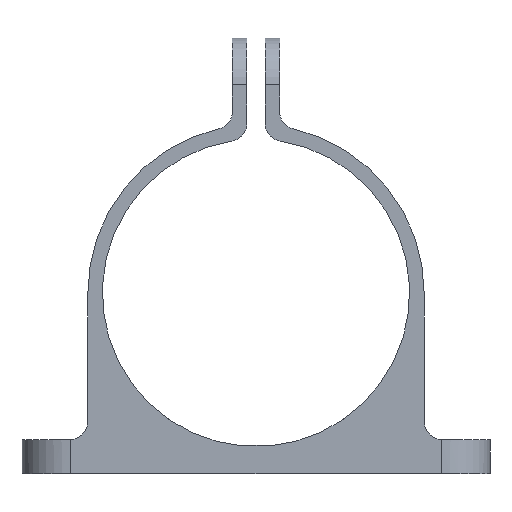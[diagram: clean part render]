
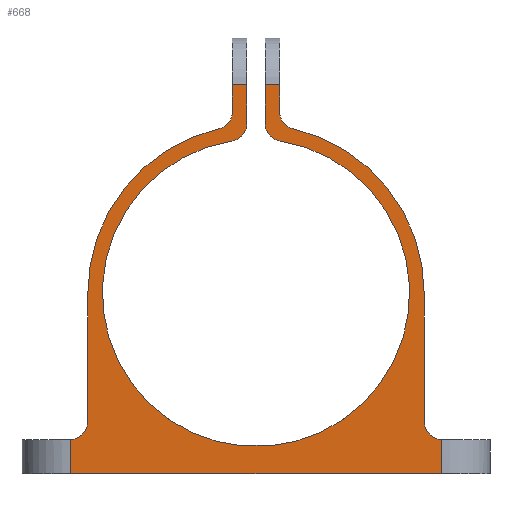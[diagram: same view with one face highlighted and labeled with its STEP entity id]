
A CAD part, front view. The second image highlights one B-rep face of the part: STEP entity #668.
In plain terms, the highlighted planar face has unit normal (0, -1, 0).
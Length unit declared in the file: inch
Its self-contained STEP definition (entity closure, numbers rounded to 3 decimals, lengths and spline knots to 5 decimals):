
#24=LINE('',#1119,#70);
#29=LINE('',#1185,#75);
#37=LINE('',#1209,#83);
#38=LINE('',#1211,#84);
#39=LINE('',#1213,#85);
#40=LINE('',#1218,#86);
#41=LINE('',#1220,#87);
#42=LINE('',#1221,#88);
#43=LINE('',#1227,#89);
#44=LINE('',#1229,#90);
#45=LINE('',#1230,#91);
#70=VECTOR('',#828,0.3937);
#75=VECTOR('',#861,0.3937);
#83=VECTOR('',#881,0.3937);
#84=VECTOR('',#882,0.3937);
#85=VECTOR('',#883,0.3937);
#86=VECTOR('',#888,0.3937);
#87=VECTOR('',#889,0.3937);
#88=VECTOR('',#890,0.3937);
#89=VECTOR('',#895,0.3937);
#90=VECTOR('',#896,0.3937);
#91=VECTOR('',#897,0.3937);
#111=PLANE('',#742);
#144=CIRCLE('',#723,0.125);
#147=CIRCLE('',#729,0.125);
#155=CIRCLE('',#741,0.125);
#156=CIRCLE('',#743,1.0625);
#157=CIRCLE('',#744,0.125);
#158=CIRCLE('',#745,0.125);
#159=CIRCLE('',#746,1.1625);
#160=CIRCLE('',#747,1.1625);
#161=CIRCLE('',#748,0.125);
#193=FACE_OUTER_BOUND('',#233,.T.);
#233=EDGE_LOOP('',(#496,#497,#498,#499,#500,#501,#502,#503,#504,#505,#506,
#507,#508,#509,#510,#511,#512,#513,#514,#515));
#287=VERTEX_POINT('',#1090);
#289=VERTEX_POINT('',#1103);
#295=VERTEX_POINT('',#1117);
#297=VERTEX_POINT('',#1137);
#298=VERTEX_POINT('',#1138);
#308=VERTEX_POINT('',#1184);
#314=VERTEX_POINT('',#1198);
#315=VERTEX_POINT('',#1200);
#316=VERTEX_POINT('',#1204);
#317=VERTEX_POINT('',#1206);
#318=VERTEX_POINT('',#1208);
#319=VERTEX_POINT('',#1210);
#320=VERTEX_POINT('',#1212);
#321=VERTEX_POINT('',#1214);
#322=VERTEX_POINT('',#1217);
#323=VERTEX_POINT('',#1219);
#324=VERTEX_POINT('',#1222);
#325=VERTEX_POINT('',#1224);
#326=VERTEX_POINT('',#1226);
#327=VERTEX_POINT('',#1228);
#358=EDGE_CURVE('',#289,#287,#144,.T.);
#365=EDGE_CURVE('',#295,#289,#24,.T.);
#369=EDGE_CURVE('',#297,#298,#147,.F.);
#382=EDGE_CURVE('',#297,#308,#29,.T.);
#390=EDGE_CURVE('',#314,#315,#155,.T.);
#392=EDGE_CURVE('',#314,#316,#156,.T.);
#393=EDGE_CURVE('',#317,#316,#157,.T.);
#394=EDGE_CURVE('',#317,#318,#37,.T.);
#395=EDGE_CURVE('',#318,#319,#38,.T.);
#396=EDGE_CURVE('',#320,#319,#39,.T.);
#397=EDGE_CURVE('',#321,#320,#158,.T.);
#398=EDGE_CURVE('',#308,#321,#159,.T.);
#399=EDGE_CURVE('',#322,#298,#40,.T.);
#400=EDGE_CURVE('',#322,#323,#41,.T.);
#401=EDGE_CURVE('',#323,#287,#42,.T.);
#402=EDGE_CURVE('',#324,#295,#160,.T.);
#403=EDGE_CURVE('',#325,#324,#161,.T.);
#404=EDGE_CURVE('',#325,#326,#43,.T.);
#405=EDGE_CURVE('',#327,#326,#44,.T.);
#406=EDGE_CURVE('',#327,#315,#45,.T.);
#496=ORIENTED_EDGE('',*,*,#390,.F.);
#497=ORIENTED_EDGE('',*,*,#392,.T.);
#498=ORIENTED_EDGE('',*,*,#393,.F.);
#499=ORIENTED_EDGE('',*,*,#394,.T.);
#500=ORIENTED_EDGE('',*,*,#395,.T.);
#501=ORIENTED_EDGE('',*,*,#396,.F.);
#502=ORIENTED_EDGE('',*,*,#397,.F.);
#503=ORIENTED_EDGE('',*,*,#398,.F.);
#504=ORIENTED_EDGE('',*,*,#382,.F.);
#505=ORIENTED_EDGE('',*,*,#369,.T.);
#506=ORIENTED_EDGE('',*,*,#399,.F.);
#507=ORIENTED_EDGE('',*,*,#400,.T.);
#508=ORIENTED_EDGE('',*,*,#401,.T.);
#509=ORIENTED_EDGE('',*,*,#358,.F.);
#510=ORIENTED_EDGE('',*,*,#365,.F.);
#511=ORIENTED_EDGE('',*,*,#402,.F.);
#512=ORIENTED_EDGE('',*,*,#403,.F.);
#513=ORIENTED_EDGE('',*,*,#404,.T.);
#514=ORIENTED_EDGE('',*,*,#405,.F.);
#515=ORIENTED_EDGE('',*,*,#406,.T.);
#668=ADVANCED_FACE('',(#193),#111,.T.);
#723=AXIS2_PLACEMENT_3D('',#1105,#818,#819);
#729=AXIS2_PLACEMENT_3D('',#1139,#837,#838);
#741=AXIS2_PLACEMENT_3D('',#1201,#872,#873);
#742=AXIS2_PLACEMENT_3D('',#1203,#875,#876);
#743=AXIS2_PLACEMENT_3D('',#1205,#877,#878);
#744=AXIS2_PLACEMENT_3D('',#1207,#879,#880);
#745=AXIS2_PLACEMENT_3D('',#1215,#884,#885);
#746=AXIS2_PLACEMENT_3D('',#1216,#886,#887);
#747=AXIS2_PLACEMENT_3D('',#1223,#891,#892);
#748=AXIS2_PLACEMENT_3D('',#1225,#893,#894);
#818=DIRECTION('center_axis',(0.,-1.,0.));
#819=DIRECTION('ref_axis',(-0.707,0.,-0.707));
#828=DIRECTION('',(0.,0.,-1.));
#837=DIRECTION('center_axis',(0.,-1.,0.));
#838=DIRECTION('ref_axis',(0.707,0.,-0.707));
#861=DIRECTION('',(0.,0.,1.));
#872=DIRECTION('center_axis',(0.,1.,0.));
#873=DIRECTION('ref_axis',(-0.761,0.,-0.649));
#875=DIRECTION('center_axis',(0.,-1.,0.));
#876=DIRECTION('ref_axis',(1.,0.,0.));
#877=DIRECTION('center_axis',(0.,1.,0.));
#878=DIRECTION('ref_axis',(1.,0.,0.));
#879=DIRECTION('center_axis',(0.,1.,0.));
#880=DIRECTION('ref_axis',(0.761,0.,-0.649));
#881=DIRECTION('',(0.,0.,1.));
#882=DIRECTION('',(-1.,0.,0.));
#883=DIRECTION('',(0.,0.,1.));
#884=DIRECTION('center_axis',(0.,-1.,0.));
#885=DIRECTION('ref_axis',(0.782,0.,-0.623));
#886=DIRECTION('center_axis',(0.,1.,0.));
#887=DIRECTION('ref_axis',(1.,0.,0.));
#888=DIRECTION('',(0.,0.,1.));
#889=DIRECTION('',(1.,0.,0.));
#890=DIRECTION('',(0.,0.,1.));
#891=DIRECTION('center_axis',(0.,1.,0.));
#892=DIRECTION('ref_axis',(1.,0.,0.));
#893=DIRECTION('center_axis',(0.,-1.,0.));
#894=DIRECTION('ref_axis',(-0.782,0.,-0.623));
#895=DIRECTION('',(0.,0.,1.));
#896=DIRECTION('',(1.,0.,0.));
#897=DIRECTION('',(0.,0.,-1.));
#1090=CARTESIAN_POINT('',(2.55686,-1.,0.23526));
#1103=CARTESIAN_POINT('',(2.43995,-1.,0.36));
#1105=CARTESIAN_POINT('Origin',(2.56495,-1.,0.36));
#1117=CARTESIAN_POINT('',(2.43995,-1.,1.25));
#1119=CARTESIAN_POINT('',(2.43995,-1.,0.41375));
#1137=CARTESIAN_POINT('',(0.11495,-1.,0.36));
#1138=CARTESIAN_POINT('',(-0.00195,-1.,0.23526));
#1139=CARTESIAN_POINT('Origin',(-0.01005,-1.,0.36));
#1184=CARTESIAN_POINT('',(0.11495,-1.,1.25));
#1185=CARTESIAN_POINT('',(0.11495,-1.,0.97125));
#1198=CARTESIAN_POINT('',(1.44522,-1.,2.29917));
#1200=CARTESIAN_POINT('',(1.33995,-1.,2.4226));
#1201=CARTESIAN_POINT('Origin',(1.46495,-1.,2.4226));
#1203=CARTESIAN_POINT('Origin',(-0.00195,-1.,
0.));
#1204=CARTESIAN_POINT('',(1.10969,-1.,2.29917));
#1205=CARTESIAN_POINT('Origin',(1.27745,-1.,1.25));
#1206=CARTESIAN_POINT('',(1.21495,-1.,2.4226));
#1207=CARTESIAN_POINT('Origin',(1.08995,-1.,2.4226));
#1208=CARTESIAN_POINT('',(1.21495,-1.,2.68922));
#1209=CARTESIAN_POINT('',(1.21495,-1.,1.25));
#1210=CARTESIAN_POINT('',(1.11495,-1.,2.68922));
#1211=CARTESIAN_POINT('',(1.21495,-1.,2.68922));
#1212=CARTESIAN_POINT('',(1.11495,-1.,2.50499));
#1213=CARTESIAN_POINT('',(1.11495,-1.,2.42385));
#1214=CARTESIAN_POINT('',(1.01787,-1.,2.38315));
#1215=CARTESIAN_POINT('Origin',(0.98995,-1.,2.50499));
#1216=CARTESIAN_POINT('Origin',(1.27745,-1.,1.25));
#1217=CARTESIAN_POINT('',(-0.00195,-1.,0.));
#1218=CARTESIAN_POINT('',(-0.00195,-1.,0.));
#1219=CARTESIAN_POINT('',(2.55686,-1.,0.));
#1220=CARTESIAN_POINT('',(-0.00195,-1.,0.));
#1221=CARTESIAN_POINT('',(2.55686,-1.,0.));
#1222=CARTESIAN_POINT('',(1.53704,-1.,2.38315));
#1223=CARTESIAN_POINT('Origin',(1.27745,-1.,1.25));
#1224=CARTESIAN_POINT('',(1.43995,-1.,2.50499));
#1225=CARTESIAN_POINT('Origin',(1.56495,-1.,2.50499));
#1226=CARTESIAN_POINT('',(1.43995,-1.,2.68922));
#1227=CARTESIAN_POINT('',(1.43995,-1.,2.42385));
#1228=CARTESIAN_POINT('',(1.33995,-1.,2.68922));
#1229=CARTESIAN_POINT('',(1.33995,-1.,2.68922));
#1230=CARTESIAN_POINT('',(1.33995,-1.,1.125));
